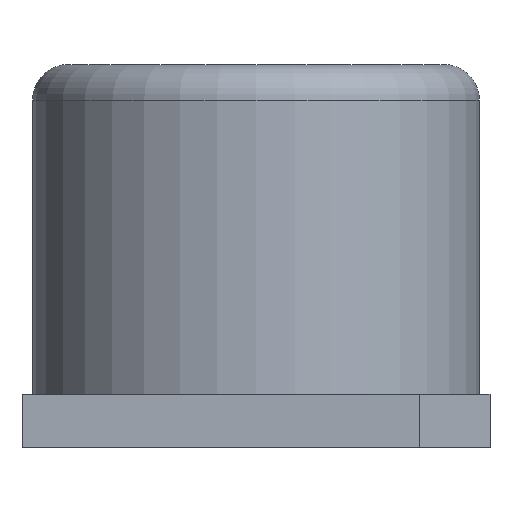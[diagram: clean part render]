
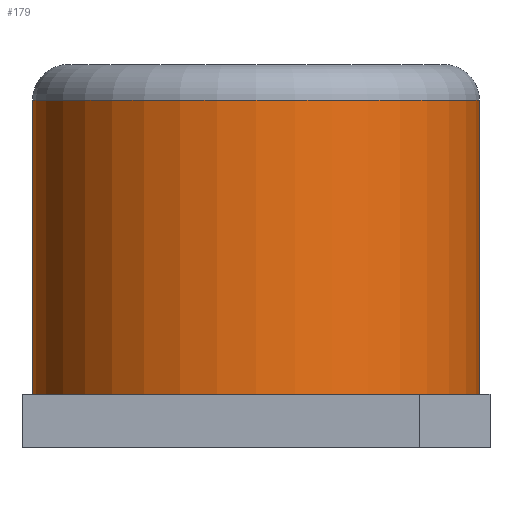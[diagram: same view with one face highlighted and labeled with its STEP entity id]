
A CAD part, front view. The second image highlights one B-rep face of the part: STEP entity #179.
In plain terms, the highlighted cylindrical face has radius 3.15 mm (diameter 6.3 mm), a partial arc.
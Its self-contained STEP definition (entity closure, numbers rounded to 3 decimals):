
#11 = DIRECTION ( 'NONE',  ( 0., 0., -1. ) ) ;
#25 = CARTESIAN_POINT ( 'NONE',  ( -3.15, 0., 0.75 ) ) ;
#44 = CARTESIAN_POINT ( 'NONE',  ( 3.15, 0., 5.4 ) ) ;
#49 = DIRECTION ( 'NONE',  ( 0., 0., -1. ) ) ;
#66 = CIRCLE ( 'NONE', #230, 3.15 ) ;
#91 = LINE ( 'NONE', #44, #108 ) ;
#96 = CIRCLE ( 'NONE', #209, 3.15 ) ;
#108 = VECTOR ( 'NONE', #49, 1000. ) ;
#155 = DIRECTION ( 'NONE',  ( 0., 0., -1. ) ) ;
#164 = VERTEX_POINT ( 'NONE', #270 ) ;
#166 = DIRECTION ( 'NONE',  ( 0., 1., 0. ) ) ;
#168 = DIRECTION ( 'NONE',  ( 0., 0., -1. ) ) ;
#172 = ORIENTED_EDGE ( 'NONE', *, *, #255, .F. ) ;
#174 = VERTEX_POINT ( 'NONE', #25 ) ;
#177 = VERTEX_POINT ( 'NONE', #279 ) ;
#179 = ADVANCED_FACE ( 'NONE', ( #191 ), #348, .T. ) ;
#191 = FACE_OUTER_BOUND ( 'NONE', #298, .T. ) ;
#207 = CARTESIAN_POINT ( 'NONE',  ( 0., 0., 0.75 ) ) ;
#209 = AXIS2_PLACEMENT_3D ( 'NONE', #207, #168, #166 ) ;
#211 = DIRECTION ( 'NONE',  ( 0., 0., -1. ) ) ;
#228 = DIRECTION ( 'NONE',  ( -1., 0., 0. ) ) ;
#230 = AXIS2_PLACEMENT_3D ( 'NONE', #278, #211, #240 ) ;
#240 = DIRECTION ( 'NONE',  ( 1., 0., 0. ) ) ;
#241 = ORIENTED_EDGE ( 'NONE', *, *, #356, .T. ) ;
#255 = EDGE_CURVE ( 'NONE', #389, #177, #91, .T. ) ;
#270 = CARTESIAN_POINT ( 'NONE',  ( -3.15, 0., 4.9 ) ) ;
#274 = VECTOR ( 'NONE', #155, 1000. ) ;
#278 = CARTESIAN_POINT ( 'NONE',  ( 0., 0., 4.9 ) ) ;
#279 = CARTESIAN_POINT ( 'NONE',  ( 3.15, 0., 0.75 ) ) ;
#290 = CARTESIAN_POINT ( 'NONE',  ( 0., 0., 5.4 ) ) ;
#298 = EDGE_LOOP ( 'NONE', ( #172, #241, #351, #306 ) ) ;
#306 = ORIENTED_EDGE ( 'NONE', *, *, #401, .F. ) ;
#318 = EDGE_CURVE ( 'NONE', #164, #174, #322, .T. ) ;
#322 = LINE ( 'NONE', #391, #274 ) ;
#348 = CYLINDRICAL_SURFACE ( 'NONE', #357, 3.15 ) ;
#351 = ORIENTED_EDGE ( 'NONE', *, *, #318, .T. ) ;
#356 = EDGE_CURVE ( 'NONE', #389, #164, #66, .T. ) ;
#357 = AXIS2_PLACEMENT_3D ( 'NONE', #290, #11, #228 ) ;
#375 = CARTESIAN_POINT ( 'NONE',  ( 3.15, 0., 4.9 ) ) ;
#389 = VERTEX_POINT ( 'NONE', #375 ) ;
#391 = CARTESIAN_POINT ( 'NONE',  ( -3.15, 0., 5.4 ) ) ;
#401 = EDGE_CURVE ( 'NONE', #177, #174, #96, .T. ) ;
